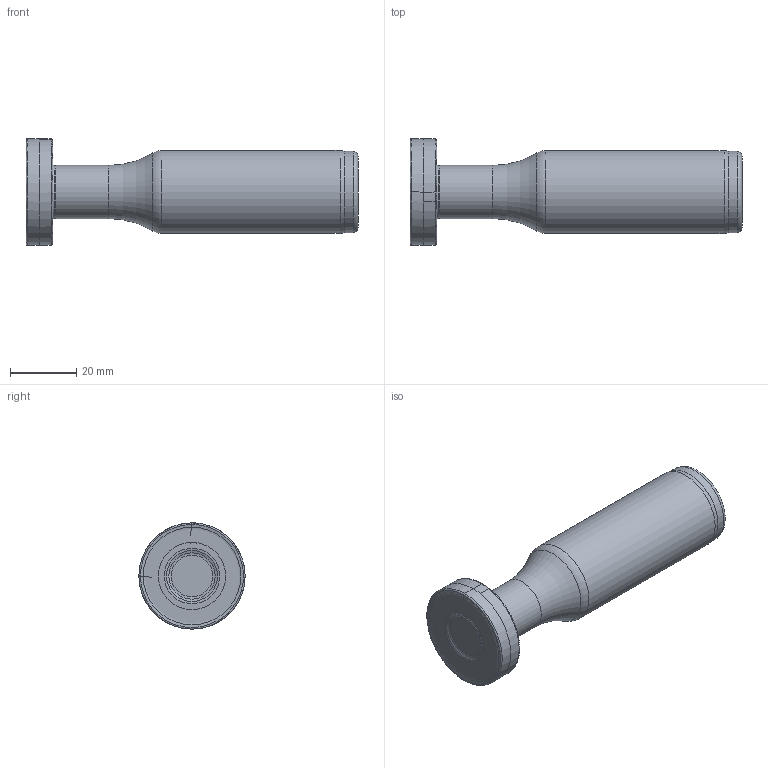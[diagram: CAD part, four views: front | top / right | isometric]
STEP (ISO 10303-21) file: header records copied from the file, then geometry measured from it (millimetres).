
FILE_DESCRIPTION(/* description */ (''),/* implementation_level */ '2;1');
FILE_NAME(/* name */ 'ATSM90-CC06-D32X8-W25-L100-Z04.stp',/* time_stamp */ '2023-10-03T17:09:39+03:00',/* author */ (''),/* organization */ (''),/* preprocessor_version */ 'ST-DEVELOPER v19.4',/* originating_system */ 'SIEMENS PLM Software NX2306.5001',/* authorisation */ '');
FILE_SCHEMA (('AUTOMOTIVE_DESIGN { 1 0 10303 214 3 1 1 1 }'));
Length unit declared in the file: millimetre
Products named in the file (1): ATSM90-CC06-D32X8-W25-L100-Z04-LIGHT_x_t_objects
Bounding box: 100 x 32 x 32 mm (x, y, z)
Volume: 46419.3 mm3; surface area: 11109.6 mm2
Topology: 2 solids, 2 shells, 43 faces, 89 edges, 50 vertices
Faces by surface type: bspline 24, torus 8, cylinder 4, plane 4, cone 3
Full cylindrical faces by diameter (mm): 16 x1, 24.5 x1, 25 x1, 31 x1
Entity records: 1336 total; most frequent: CARTESIAN_POINT 496, DIRECTION 172, ORIENTED_EDGE 148, AXIS2_PLACEMENT_3D 78, EDGE_CURVE 74, EDGE_LOOP 60, CIRCLE 58, VERTEX_POINT 50
